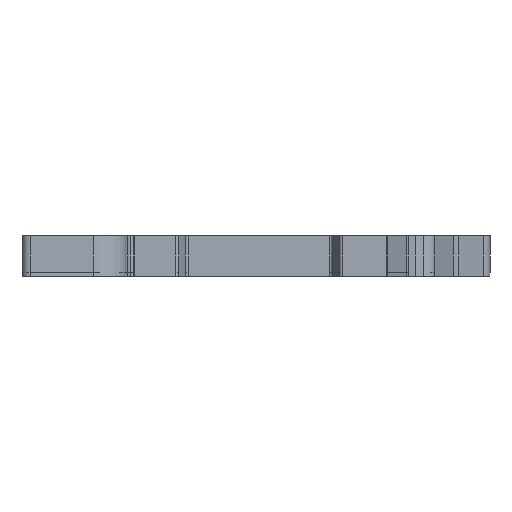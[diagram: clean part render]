
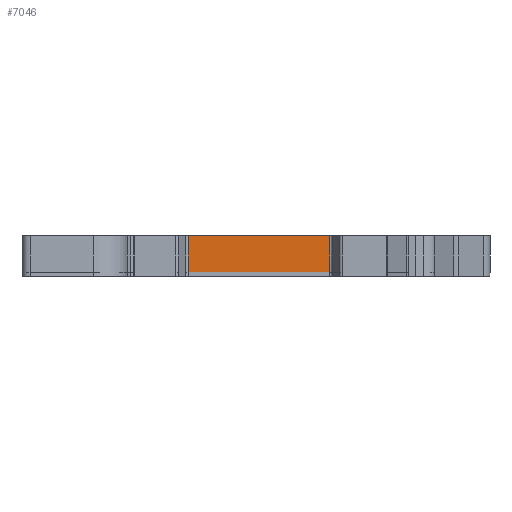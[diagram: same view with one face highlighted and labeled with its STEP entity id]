
A CAD part, front view. The second image highlights one B-rep face of the part: STEP entity #7046.
In plain terms, the highlighted planar face has unit normal (0, -1, 0).
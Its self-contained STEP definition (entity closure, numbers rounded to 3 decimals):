
#207 = VECTOR ( 'NONE', #4416, 1000. ) ;
#371 = CARTESIAN_POINT ( 'NONE',  ( 8.746, 0., 0.5 ) ) ;
#627 = CARTESIAN_POINT ( 'NONE',  ( -8.746, 0., 0.5 ) ) ;
#1370 = DIRECTION ( 'NONE',  ( 1., 0., 0. ) ) ;
#1390 = VECTOR ( 'NONE', #1370, 1000. ) ;
#1619 = LINE ( 'NONE', #2462, #11369 ) ;
#1791 = CARTESIAN_POINT ( 'NONE',  ( -8.746, 0., 5. ) ) ;
#2462 = CARTESIAN_POINT ( 'NONE',  ( -8.746, 0., 5. ) ) ;
#2936 = EDGE_CURVE ( 'NONE', #12196, #5930, #7423, .T. ) ;
#3349 = DIRECTION ( 'NONE',  ( -1., 0., 0. ) ) ;
#3667 = ORIENTED_EDGE ( 'NONE', *, *, #2936, .T. ) ;
#4136 = CARTESIAN_POINT ( 'NONE',  ( -8.746, 0., 5. ) ) ;
#4416 = DIRECTION ( 'NONE',  ( 1., 0., 0. ) ) ;
#4563 = EDGE_LOOP ( 'NONE', ( #3667, #5014, #5099, #5476 ) ) ;
#4600 = VECTOR ( 'NONE', #7877, 1000. ) ;
#4854 = EDGE_CURVE ( 'NONE', #8909, #11445, #8898, .T. ) ;
#4908 = LINE ( 'NONE', #11628, #4600 ) ;
#5014 = ORIENTED_EDGE ( 'NONE', *, *, #5890, .F. ) ;
#5099 = ORIENTED_EDGE ( 'NONE', *, *, #4854, .F. ) ;
#5329 = DIRECTION ( 'NONE',  ( 0., 0., -1. ) ) ;
#5476 = ORIENTED_EDGE ( 'NONE', *, *, #10346, .T. ) ;
#5676 = FACE_OUTER_BOUND ( 'NONE', #4563, .T. ) ;
#5890 = EDGE_CURVE ( 'NONE', #11445, #5930, #4908, .T. ) ;
#5930 = VERTEX_POINT ( 'NONE', #371 ) ;
#7046 = ADVANCED_FACE ( 'NONE', ( #5676 ), #9877, .F. ) ;
#7071 = CARTESIAN_POINT ( 'NONE',  ( -8.746, 0., 5. ) ) ;
#7423 = LINE ( 'NONE', #627, #207 ) ;
#7877 = DIRECTION ( 'NONE',  ( 0., 0., -1. ) ) ;
#8898 = LINE ( 'NONE', #1791, #1390 ) ;
#8909 = VERTEX_POINT ( 'NONE', #4136 ) ;
#8984 = DIRECTION ( 'NONE',  ( 0., 1., 0. ) ) ;
#9028 = CARTESIAN_POINT ( 'NONE',  ( 8.746, 0., 5. ) ) ;
#9877 = PLANE ( 'NONE',  #11260 ) ;
#10072 = CARTESIAN_POINT ( 'NONE',  ( -8.746, 0., 0.5 ) ) ;
#10346 = EDGE_CURVE ( 'NONE', #8909, #12196, #1619, .T. ) ;
#11260 = AXIS2_PLACEMENT_3D ( 'NONE', #7071, #8984, #3349 ) ;
#11369 = VECTOR ( 'NONE', #5329, 1000. ) ;
#11445 = VERTEX_POINT ( 'NONE', #9028 ) ;
#11628 = CARTESIAN_POINT ( 'NONE',  ( 8.746, 0., 5. ) ) ;
#12196 = VERTEX_POINT ( 'NONE', #10072 ) ;
